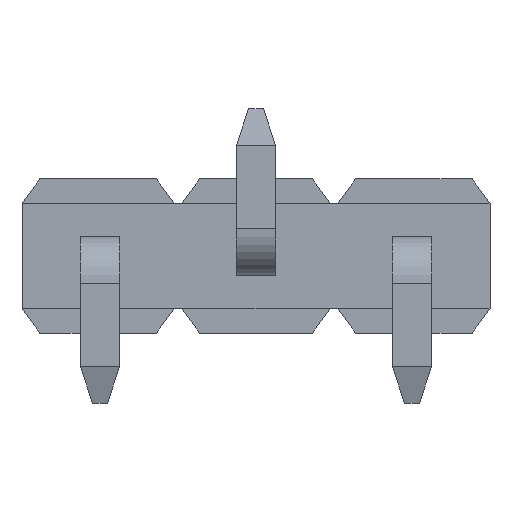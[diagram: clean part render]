
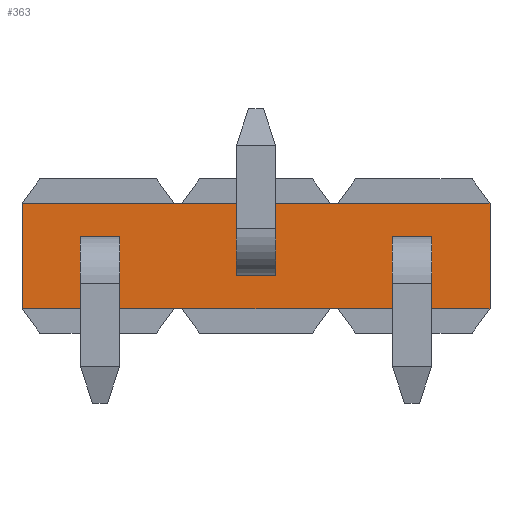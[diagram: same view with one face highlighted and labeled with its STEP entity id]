
A CAD part, front view. The second image highlights one B-rep face of the part: STEP entity #363.
In plain terms, the highlighted planar face has unit normal (0, -1, 0).
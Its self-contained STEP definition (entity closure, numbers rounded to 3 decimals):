
#363=ADVANCED_FACE('',(#725,#726,#727,#728),#729,.T.);
#725=FACE_BOUND('',#1083,.T.);
#726=FACE_BOUND('',#1084,.T.);
#727=FACE_BOUND('',#1085,.T.);
#728=FACE_OUTER_BOUND('',#1086,.T.);
#729=PLANE('',#1087);
#1083=EDGE_LOOP('',(#2066,#2067,#2068,#2069));
#1084=EDGE_LOOP('',(#2070,#2071,#2072,#2073));
#1085=EDGE_LOOP('',(#2074,#2075,#2076,#2077));
#1086=EDGE_LOOP('',(#2078,#2079,#2080,#2081,#2082,#2083,#2084,#2085,#2086,#2087,#2088,#2089));
#1087=AXIS2_PLACEMENT_3D('',#2090,#2091,#2092);
#2066=ORIENTED_EDGE('',*,*,#2115,.T.);
#2067=ORIENTED_EDGE('',*,*,#2110,.T.);
#2068=ORIENTED_EDGE('',*,*,#2153,.T.);
#2069=ORIENTED_EDGE('',*,*,#2145,.T.);
#2070=ORIENTED_EDGE('',*,*,#2160,.T.);
#2071=ORIENTED_EDGE('',*,*,#2155,.T.);
#2072=ORIENTED_EDGE('',*,*,#2198,.T.);
#2073=ORIENTED_EDGE('',*,*,#2190,.T.);
#2074=ORIENTED_EDGE('',*,*,#2205,.T.);
#2075=ORIENTED_EDGE('',*,*,#2200,.T.);
#2076=ORIENTED_EDGE('',*,*,#2243,.T.);
#2077=ORIENTED_EDGE('',*,*,#2235,.T.);
#2078=ORIENTED_EDGE('',*,*,#2497,.F.);
#2079=ORIENTED_EDGE('',*,*,#2429,.T.);
#2080=ORIENTED_EDGE('',*,*,#2398,.T.);
#2081=ORIENTED_EDGE('',*,*,#2415,.T.);
#2082=ORIENTED_EDGE('',*,*,#2367,.T.);
#2083=ORIENTED_EDGE('',*,*,#2495,.T.);
#2084=ORIENTED_EDGE('',*,*,#2498,.F.);
#2085=ORIENTED_EDGE('',*,*,#2450,.T.);
#2086=ORIENTED_EDGE('',*,*,#2433,.T.);
#2087=ORIENTED_EDGE('',*,*,#2470,.T.);
#2088=ORIENTED_EDGE('',*,*,#2463,.T.);
#2089=ORIENTED_EDGE('',*,*,#2467,.T.);
#2090=CARTESIAN_POINT('',(2.54,-1.99,0.0));
#2091=DIRECTION('',(0.0,-1.0,0.0));
#2092=DIRECTION('',(0.0,0.0,-1.0));
#2110=EDGE_CURVE('',#2502,#2503,#2504,.T.);
#2115=EDGE_CURVE('',#2511,#2502,#2512,.T.);
#2145=EDGE_CURVE('',#2555,#2511,#2556,.T.);
#2153=EDGE_CURVE('',#2503,#2555,#2565,.T.);
#2155=EDGE_CURVE('',#2567,#2568,#2569,.T.);
#2160=EDGE_CURVE('',#2576,#2567,#2577,.T.);
#2190=EDGE_CURVE('',#2620,#2576,#2621,.T.);
#2198=EDGE_CURVE('',#2568,#2620,#2630,.T.);
#2200=EDGE_CURVE('',#2632,#2633,#2634,.T.);
#2205=EDGE_CURVE('',#2641,#2632,#2642,.T.);
#2235=EDGE_CURVE('',#2685,#2641,#2686,.T.);
#2243=EDGE_CURVE('',#2633,#2685,#2695,.T.);
#2367=EDGE_CURVE('',#2878,#2876,#2879,.T.);
#2398=EDGE_CURVE('',#2927,#2925,#2928,.T.);
#2415=EDGE_CURVE('',#2925,#2878,#2951,.T.);
#2429=EDGE_CURVE('',#2969,#2927,#2970,.T.);
#2433=EDGE_CURVE('',#2975,#2973,#2976,.T.);
#2450=EDGE_CURVE('',#2999,#2975,#3000,.T.);
#2463=EDGE_CURVE('',#3007,#3011,#3019,.T.);
#2467=EDGE_CURVE('',#3011,#3023,#3025,.T.);
#2470=EDGE_CURVE('',#2973,#3007,#3028,.T.);
#2495=EDGE_CURVE('',#2876,#3038,#3057,.T.);
#2497=EDGE_CURVE('',#2969,#3023,#3059,.T.);
#2498=EDGE_CURVE('',#2999,#3038,#3060,.T.);
#2502=VERTEX_POINT('',#3064);
#2503=VERTEX_POINT('',#3065);
#2504=LINE('',#3066,#3067);
#2511=VERTEX_POINT('',#3077);
#2512=LINE('',#3078,#3079);
#2555=VERTEX_POINT('',#3141);
#2556=LINE('',#3142,#3143);
#2565=LINE('',#3154,#3155);
#2567=VERTEX_POINT('',#3157);
#2568=VERTEX_POINT('',#3158);
#2569=LINE('',#3159,#3160);
#2576=VERTEX_POINT('',#3170);
#2577=LINE('',#3171,#3172);
#2620=VERTEX_POINT('',#3234);
#2621=LINE('',#3235,#3236);
#2630=LINE('',#3247,#3248);
#2632=VERTEX_POINT('',#3250);
#2633=VERTEX_POINT('',#3251);
#2634=LINE('',#3252,#3253);
#2641=VERTEX_POINT('',#3263);
#2642=LINE('',#3264,#3265);
#2685=VERTEX_POINT('',#3327);
#2686=LINE('',#3328,#3329);
#2695=LINE('',#3340,#3341);
#2876=VERTEX_POINT('',#3609);
#2878=VERTEX_POINT('',#3612);
#2879=LINE('',#3613,#3614);
#2925=VERTEX_POINT('',#3683);
#2927=VERTEX_POINT('',#3686);
#2928=LINE('',#3687,#3688);
#2951=LINE('',#3722,#3723);
#2969=VERTEX_POINT('',#3749);
#2970=LINE('',#3750,#3751);
#2973=VERTEX_POINT('',#3755);
#2975=VERTEX_POINT('',#3758);
#2976=LINE('',#3759,#3760);
#2999=VERTEX_POINT('',#3794);
#3000=LINE('',#3795,#3796);
#3007=VERTEX_POINT('',#3806);
#3011=VERTEX_POINT('',#3812);
#3019=LINE('',#3824,#3825);
#3023=VERTEX_POINT('',#3830);
#3025=LINE('',#3833,#3834);
#3028=LINE('',#3838,#3839);
#3038=VERTEX_POINT('',#3853);
#3057=LINE('',#3881,#3882);
#3059=LINE('',#3884,#3885);
#3060=LINE('',#3886,#3887);
#3064=CARTESIAN_POINT('',(2.86,-1.99,-0.32));
#3065=CARTESIAN_POINT('',(2.22,-1.99,-0.32));
#3066=CARTESIAN_POINT('',(2.7,-1.99,-0.32));
#3067=VECTOR('',#3890,1.0);
#3077=CARTESIAN_POINT('',(2.86,-1.99,0.32));
#3078=CARTESIAN_POINT('',(2.86,-1.99,0.388));
#3079=VECTOR('',#3894,1.0);
#3141=CARTESIAN_POINT('',(2.22,-1.99,0.32));
#3142=CARTESIAN_POINT('',(2.7,-1.99,0.32));
#3143=VECTOR('',#3920,1.0);
#3154=CARTESIAN_POINT('',(2.22,-1.99,0.388));
#3155=VECTOR('',#3929,1.0);
#3157=CARTESIAN_POINT('',(4.76,-1.99,0.32));
#3158=CARTESIAN_POINT('',(5.4,-1.99,0.32));
#3159=CARTESIAN_POINT('',(3.65,-1.99,0.32));
#3160=VECTOR('',#3930,1.0);
#3170=CARTESIAN_POINT('',(4.76,-1.99,-0.32));
#3171=CARTESIAN_POINT('',(4.76,-1.99,-0.388));
#3172=VECTOR('',#3934,1.0);
#3234=CARTESIAN_POINT('',(5.4,-1.99,-0.32));
#3235=CARTESIAN_POINT('',(3.65,-1.99,-0.32));
#3236=VECTOR('',#3960,1.0);
#3247=CARTESIAN_POINT('',(5.4,-1.99,-0.388));
#3248=VECTOR('',#3969,1.0);
#3250=CARTESIAN_POINT('',(-0.32,-1.99,0.32));
#3251=CARTESIAN_POINT('',(0.32,-1.99,0.32));
#3252=CARTESIAN_POINT('',(1.11,-1.99,0.32));
#3253=VECTOR('',#3970,1.0);
#3263=CARTESIAN_POINT('',(-0.32,-1.99,-0.32));
#3264=CARTESIAN_POINT('',(-0.32,-1.99,-0.388));
#3265=VECTOR('',#3974,1.0);
#3327=CARTESIAN_POINT('',(0.32,-1.99,-0.32));
#3328=CARTESIAN_POINT('',(1.11,-1.99,-0.32));
#3329=VECTOR('',#4000,1.0);
#3340=CARTESIAN_POINT('',(0.32,-1.99,-0.388));
#3341=VECTOR('',#4009,1.0);
#3609=CARTESIAN_POINT('',(3.87,-1.99,-0.855));
#3612=CARTESIAN_POINT('',(3.75,-1.99,-0.855));
#3613=CARTESIAN_POINT('',(2.54,-1.99,-0.855));
#3614=VECTOR('',#4098,1.0);
#3683=CARTESIAN_POINT('',(1.33,-1.99,-0.855));
#3686=CARTESIAN_POINT('',(1.21,-1.99,-0.855));
#3687=CARTESIAN_POINT('',(2.54,-1.99,-0.855));
#3688=VECTOR('',#4123,1.0);
#3722=CARTESIAN_POINT('',(2.54,-1.99,-0.855));
#3723=VECTOR('',#4135,1.0);
#3749=CARTESIAN_POINT('',(-1.27,-1.99,-0.855));
#3750=CARTESIAN_POINT('',(2.54,-1.99,-0.855));
#3751=VECTOR('',#4144,1.0);
#3755=CARTESIAN_POINT('',(3.75,-1.99,0.855));
#3758=CARTESIAN_POINT('',(3.87,-1.99,0.855));
#3759=CARTESIAN_POINT('',(2.54,-1.99,0.855));
#3760=VECTOR('',#4147,1.0);
#3794=CARTESIAN_POINT('',(6.35,-1.99,0.855));
#3795=CARTESIAN_POINT('',(2.54,-1.99,0.855));
#3796=VECTOR('',#4159,1.0);
#3806=CARTESIAN_POINT('',(1.33,-1.99,0.855));
#3812=CARTESIAN_POINT('',(1.21,-1.99,0.855));
#3824=CARTESIAN_POINT('',(2.54,-1.99,0.855));
#3825=VECTOR('',#4169,1.0);
#3830=CARTESIAN_POINT('',(-1.27,-1.99,0.855));
#3833=CARTESIAN_POINT('',(2.54,-1.99,0.855));
#3834=VECTOR('',#4172,1.0);
#3838=CARTESIAN_POINT('',(2.54,-1.99,0.855));
#3839=VECTOR('',#4174,1.0);
#3853=CARTESIAN_POINT('',(6.35,-1.99,-0.855));
#3881=CARTESIAN_POINT('',(2.54,-1.99,-0.855));
#3882=VECTOR('',#4188,1.0);
#3884=CARTESIAN_POINT('',(-1.27,-1.99,0.0));
#3885=VECTOR('',#4189,1.0);
#3886=CARTESIAN_POINT('',(6.35,-1.99,0.0));
#3887=VECTOR('',#4190,1.0);
#3890=DIRECTION('',(-1.0,-0.0,0.));
#3894=DIRECTION('',(0.,0.0,-1.0));
#3920=DIRECTION('',(1.0,0.0,0.));
#3929=DIRECTION('',(0.,0.0,1.0));
#3930=DIRECTION('',(1.0,0.0,0.));
#3934=DIRECTION('',(0.,0.0,1.0));
#3960=DIRECTION('',(-1.0,-0.0,0.));
#3969=DIRECTION('',(0.,0.0,-1.0));
#3970=DIRECTION('',(1.0,0.0,0.));
#3974=DIRECTION('',(0.,0.0,1.0));
#4000=DIRECTION('',(-1.0,-0.0,0.));
#4009=DIRECTION('',(0.,0.0,-1.0));
#4098=DIRECTION('',(1.0,0.0,0.0));
#4123=DIRECTION('',(1.0,0.0,0.0));
#4135=DIRECTION('',(1.0,0.0,0.0));
#4144=DIRECTION('',(1.0,0.0,0.0));
#4147=DIRECTION('',(-1.0,0.0,0.0));
#4159=DIRECTION('',(-1.0,0.0,0.0));
#4169=DIRECTION('',(-1.0,0.0,0.0));
#4172=DIRECTION('',(-1.0,0.0,0.0));
#4174=DIRECTION('',(-1.0,0.0,0.0));
#4188=DIRECTION('',(1.0,0.0,0.0));
#4189=DIRECTION('',(0.0,0.0,1.0));
#4190=DIRECTION('',(-0.0,-0.0,-1.0));
